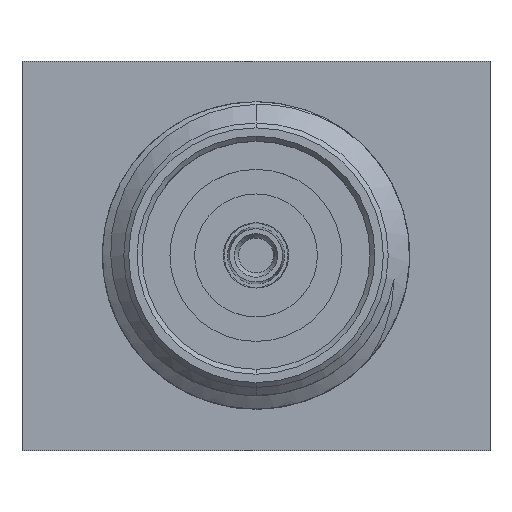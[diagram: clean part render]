
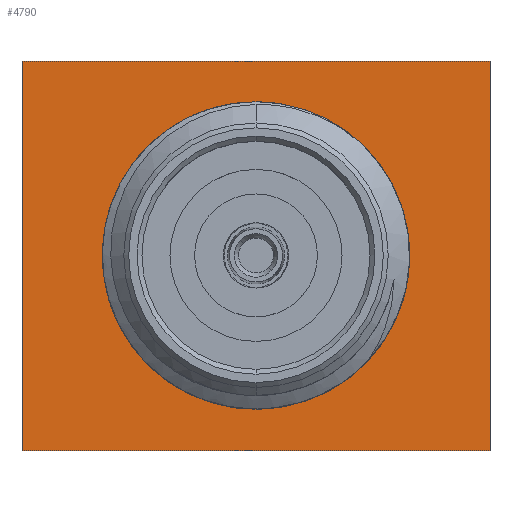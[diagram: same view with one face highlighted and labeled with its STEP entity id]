
A CAD part, top view. The second image highlights one B-rep face of the part: STEP entity #4790.
In plain terms, the highlighted planar face has unit normal (0, 0, 1).
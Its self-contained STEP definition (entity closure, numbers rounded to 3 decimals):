
#386=DIRECTION('',(0.,-1.,0.));
#387=VECTOR('',#386,7.92);
#388=CARTESIAN_POINT('',(-4.76,3.96,-7.87));
#389=LINE('',#388,#387);
#390=DIRECTION('',(-1.,0.,0.));
#391=VECTOR('',#390,9.52);
#392=CARTESIAN_POINT('',(4.76,3.96,-7.87));
#393=LINE('',#392,#391);
#394=DIRECTION('',(0.,1.,0.));
#395=VECTOR('',#394,7.92);
#396=CARTESIAN_POINT('',(4.76,-3.96,-7.87));
#397=LINE('',#396,#395);
#398=DIRECTION('',(1.,0.,0.));
#399=VECTOR('',#398,9.52);
#400=CARTESIAN_POINT('',(-4.76,-3.96,-7.87));
#401=LINE('',#400,#399);
#402=CARTESIAN_POINT('',(0.,0.,-7.87));
#403=DIRECTION('',(0.,0.,1.));
#404=DIRECTION('',(0.,-1.,0.));
#405=AXIS2_PLACEMENT_3D('',#402,#403,#404);
#407=CARTESIAN_POINT('',(0.,0.,-7.87));
#408=DIRECTION('',(0.,0.,-1.));
#409=DIRECTION('',(0.,-1.,0.));
#410=AXIS2_PLACEMENT_3D('',#407,#408,#409);
#4259=CARTESIAN_POINT('',(0.,-2.79,-7.87));
#4260=VERTEX_POINT('',#4259);
#4277=CARTESIAN_POINT('',(0.,2.79,-7.87));
#4278=VERTEX_POINT('',#4277);
#4283=CARTESIAN_POINT('',(-4.76,3.96,-7.87));
#4284=CARTESIAN_POINT('',(-4.76,-3.96,-7.87));
#4285=VERTEX_POINT('',#4283);
#4286=VERTEX_POINT('',#4284);
#4287=CARTESIAN_POINT('',(4.76,-3.96,-7.87));
#4288=VERTEX_POINT('',#4287);
#4289=CARTESIAN_POINT('',(4.76,3.96,-7.87));
#4290=VERTEX_POINT('',#4289);
#4773=CARTESIAN_POINT('',(0.,0.,-7.87));
#4774=DIRECTION('',(0.,0.,1.));
#4775=DIRECTION('',(0.,1.,0.));
#4776=AXIS2_PLACEMENT_3D('',#4773,#4774,#4775);
#4777=PLANE('',#4776);
#4778=ORIENTED_EDGE('',*,*,#4700,.F.);
#4779=ORIENTED_EDGE('',*,*,#4765,.F.);
#4780=ORIENTED_EDGE('',*,*,#4601,.F.);
#4781=ORIENTED_EDGE('',*,*,#4573,.F.);
#4782=EDGE_LOOP('',(#4778,#4779,#4780,#4781));
#4783=FACE_OUTER_BOUND('',#4782,.F.);
#4785=ORIENTED_EDGE('',*,*,#4784,.T.);
#4787=ORIENTED_EDGE('',*,*,#4786,.F.);
#4788=EDGE_LOOP('',(#4785,#4787));
#4789=FACE_BOUND('',#4788,.F.);
#406=CIRCLE('',#405,2.79);
#411=CIRCLE('',#410,2.79);
#4573=EDGE_CURVE('',#4286,#4288,#401,.T.);
#4601=EDGE_CURVE('',#4288,#4290,#397,.T.);
#4700=EDGE_CURVE('',#4285,#4286,#389,.T.);
#4765=EDGE_CURVE('',#4290,#4285,#393,.T.);
#4784=EDGE_CURVE('',#4260,#4278,#406,.T.);
#4786=EDGE_CURVE('',#4260,#4278,#411,.T.);
#4790=ADVANCED_FACE('',(#4783,#4789),#4777,.T.);
